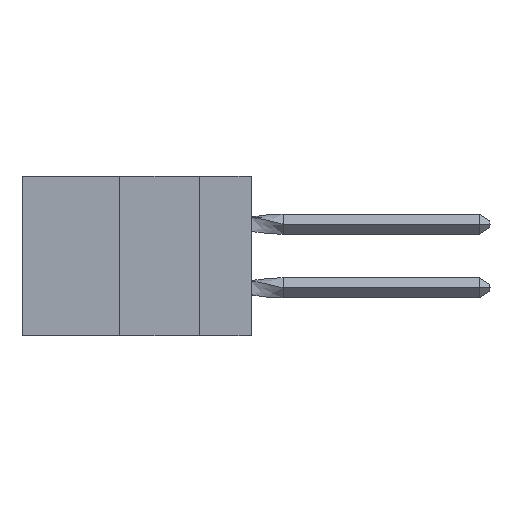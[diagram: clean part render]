
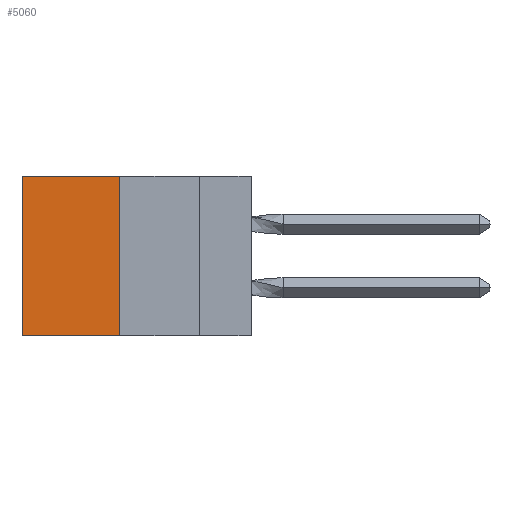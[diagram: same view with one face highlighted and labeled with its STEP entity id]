
A CAD part, left-side view. The second image highlights one B-rep face of the part: STEP entity #5060.
In plain terms, the highlighted planar face has unit normal (-1, 0, 0).
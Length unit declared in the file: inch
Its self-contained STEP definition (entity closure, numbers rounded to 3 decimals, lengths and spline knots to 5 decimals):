
#302 = CARTESIAN_POINT ( 'NONE',  ( 0.305, 0.413, 0. ) ) ;
#514 = CARTESIAN_POINT ( 'NONE',  ( 0.305, 0.72, -0.5 ) ) ;
#1643 = VECTOR ( 'NONE', #9598, 39.37008 ) ;
#2304 = DIRECTION ( 'NONE',  ( 1., 0., 0. ) ) ;
#2752 = FACE_OUTER_BOUND ( 'NONE', #5522, .T. ) ;
#3739 = DIRECTION ( 'NONE',  ( 0., 0., -1. ) ) ;
#3822 = VECTOR ( 'NONE', #8820, 39.37008 ) ;
#5060 = ADVANCED_FACE ( 'NONE', ( #2752 ), #13181, .F. ) ;
#5265 = EDGE_CURVE ( 'NONE', #15254, #11783, #7461, .T. ) ;
#5484 = EDGE_CURVE ( 'NONE', #10650, #15352, #10266, .T. ) ;
#5522 = EDGE_LOOP ( 'NONE', ( #16608, #11842, #8717, #6782 ) ) ;
#5937 = EDGE_CURVE ( 'NONE', #11783, #15352, #11080, .T. ) ;
#6470 = EDGE_CURVE ( 'NONE', #15254, #10650, #14455, .T. ) ;
#6624 = DIRECTION ( 'NONE',  ( 0., 0., -1. ) ) ;
#6782 = ORIENTED_EDGE ( 'NONE', *, *, #5265, .T. ) ;
#7184 = VECTOR ( 'NONE', #6624, 39.37008 ) ;
#7461 = LINE ( 'NONE', #17829, #1643 ) ;
#8717 = ORIENTED_EDGE ( 'NONE', *, *, #6470, .F. ) ;
#8820 = DIRECTION ( 'NONE',  ( 0., 1., 0. ) ) ;
#9598 = DIRECTION ( 'NONE',  ( 0., 1., 0. ) ) ;
#10266 = LINE ( 'NONE', #12674, #3822 ) ;
#10650 = VERTEX_POINT ( 'NONE', #12368 ) ;
#11080 = LINE ( 'NONE', #514, #16442 ) ;
#11543 = AXIS2_PLACEMENT_3D ( 'NONE', #15890, #2304, #3739 ) ;
#11783 = VERTEX_POINT ( 'NONE', #14885 ) ;
#11842 = ORIENTED_EDGE ( 'NONE', *, *, #5484, .F. ) ;
#12368 = CARTESIAN_POINT ( 'NONE',  ( 0.305, 0.413, -0.5 ) ) ;
#12674 = CARTESIAN_POINT ( 'NONE',  ( 0.305, 0.413, -0.5 ) ) ;
#12852 = DIRECTION ( 'NONE',  ( 0., 0., -1. ) ) ;
#13181 = PLANE ( 'NONE',  #11543 ) ;
#14151 = CARTESIAN_POINT ( 'NONE',  ( 0.305, 0.72, -0.5 ) ) ;
#14455 = LINE ( 'NONE', #17425, #7184 ) ;
#14885 = CARTESIAN_POINT ( 'NONE',  ( 0.305, 0.72, 0. ) ) ;
#15254 = VERTEX_POINT ( 'NONE', #302 ) ;
#15352 = VERTEX_POINT ( 'NONE', #14151 ) ;
#15890 = CARTESIAN_POINT ( 'NONE',  ( 0.305, 0.413, -0.5 ) ) ;
#16442 = VECTOR ( 'NONE', #12852, 39.37008 ) ;
#16608 = ORIENTED_EDGE ( 'NONE', *, *, #5937, .T. ) ;
#17425 = CARTESIAN_POINT ( 'NONE',  ( 0.305, 0.413, -0.5 ) ) ;
#17829 = CARTESIAN_POINT ( 'NONE',  ( 0.305, 0.413, 0. ) ) ;
